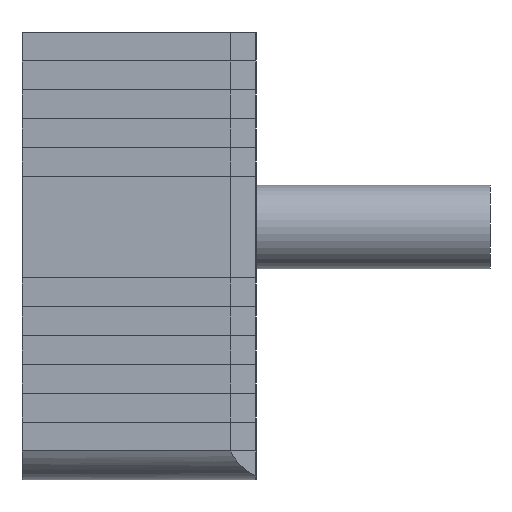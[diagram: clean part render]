
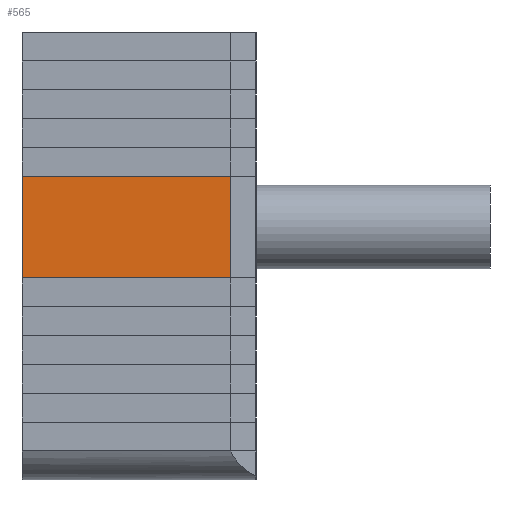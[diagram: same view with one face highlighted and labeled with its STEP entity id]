
A CAD part, left-side view. The second image highlights one B-rep face of the part: STEP entity #565.
In plain terms, the highlighted face is planar.
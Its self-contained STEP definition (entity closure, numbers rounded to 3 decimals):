
#207 = PLANE ( 'NONE',  #4108 ) ;
#268 = VERTEX_POINT ( 'NONE', #2615 ) ;
#477 = CARTESIAN_POINT ( 'NONE',  ( 2.6, -4.2, -10. ) ) ;
#538 = CARTESIAN_POINT ( 'NONE',  ( 2.6, -4.2, -10. ) ) ;
#565 = ADVANCED_FACE ( 'NONE', ( #3041 ), #207, .T. ) ;
#584 = VERTEX_POINT ( 'NONE', #871 ) ;
#664 = LINE ( 'NONE', #839, #906 ) ;
#839 = CARTESIAN_POINT ( 'NONE',  ( -2.6, 0., -10. ) ) ;
#840 = ORIENTED_EDGE ( 'NONE', *, *, #1058, .T. ) ;
#871 = CARTESIAN_POINT ( 'NONE',  ( -2.6, -4.2, -10. ) ) ;
#879 = VERTEX_POINT ( 'NONE', #477 ) ;
#906 = VECTOR ( 'NONE', #3741, 1000. ) ;
#1058 = EDGE_CURVE ( 'NONE', #268, #879, #3504, .T. ) ;
#1120 = ORIENTED_EDGE ( 'NONE', *, *, #2213, .F. ) ;
#1165 = DIRECTION ( 'NONE',  ( -1., 0., 0. ) ) ;
#1224 = CARTESIAN_POINT ( 'NONE',  ( -2.6, 6.5, -10. ) ) ;
#1435 = VECTOR ( 'NONE', #2778, 1000. ) ;
#1591 = VECTOR ( 'NONE', #1165, 1000. ) ;
#2213 = EDGE_CURVE ( 'NONE', #3506, #584, #664, .T. ) ;
#2272 = ORIENTED_EDGE ( 'NONE', *, *, #4555, .T. ) ;
#2304 = LINE ( 'NONE', #2687, #1435 ) ;
#2330 = CARTESIAN_POINT ( 'NONE',  ( 2.6, 0., -10. ) ) ;
#2615 = CARTESIAN_POINT ( 'NONE',  ( 2.6, 6.5, -10. ) ) ;
#2687 = CARTESIAN_POINT ( 'NONE',  ( 2.6, 6.5, -10. ) ) ;
#2778 = DIRECTION ( 'NONE',  ( -1., 0., 0. ) ) ;
#3041 = FACE_OUTER_BOUND ( 'NONE', #3242, .T. ) ;
#3056 = CARTESIAN_POINT ( 'NONE',  ( 2.6, 0., -10. ) ) ;
#3145 = ORIENTED_EDGE ( 'NONE', *, *, #3600, .F. ) ;
#3242 = EDGE_LOOP ( 'NONE', ( #840, #2272, #1120, #3145 ) ) ;
#3504 = LINE ( 'NONE', #3056, #4129 ) ;
#3506 = VERTEX_POINT ( 'NONE', #1224 ) ;
#3600 = EDGE_CURVE ( 'NONE', #268, #3506, #2304, .T. ) ;
#3741 = DIRECTION ( 'NONE',  ( 0., -1., 0. ) ) ;
#3756 = LINE ( 'NONE', #538, #1591 ) ;
#4097 = DIRECTION ( 'NONE',  ( -1., 0., 0. ) ) ;
#4108 = AXIS2_PLACEMENT_3D ( 'NONE', #2330, #4422, #4097 ) ;
#4129 = VECTOR ( 'NONE', #4540, 1000. ) ;
#4422 = DIRECTION ( 'NONE',  ( 0., 0., -1. ) ) ;
#4540 = DIRECTION ( 'NONE',  ( 0., -1., 0. ) ) ;
#4555 = EDGE_CURVE ( 'NONE', #879, #584, #3756, .T. ) ;
